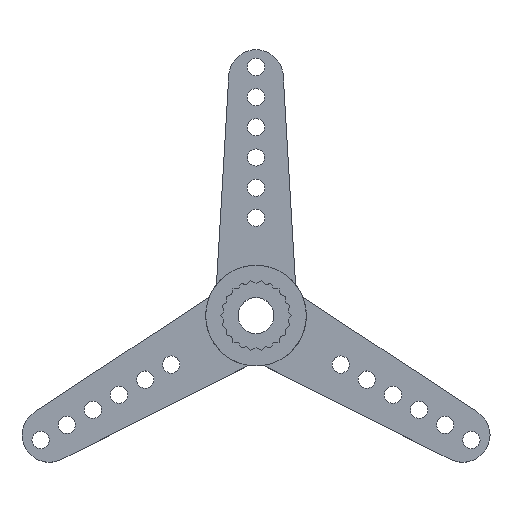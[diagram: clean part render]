
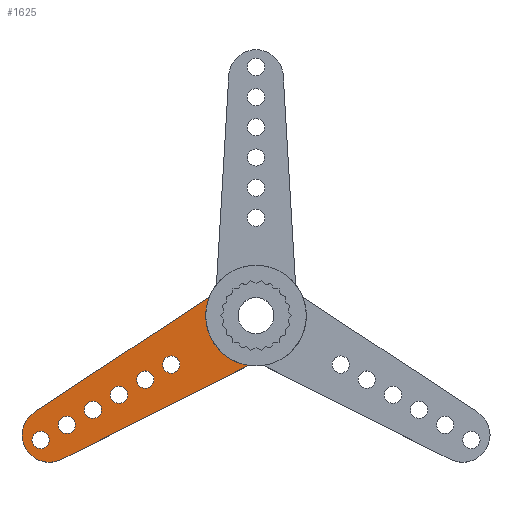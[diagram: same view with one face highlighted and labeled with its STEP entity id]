
A CAD part, top view. The second image highlights one B-rep face of the part: STEP entity #1625.
In plain terms, the highlighted planar face has unit normal (0, 0, 1).
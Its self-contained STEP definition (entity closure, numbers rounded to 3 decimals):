
#40=FACE_BOUND('',#266,.T.);
#41=FACE_BOUND('',#267,.T.);
#42=FACE_BOUND('',#268,.T.);
#43=FACE_BOUND('',#269,.T.);
#44=FACE_BOUND('',#270,.T.);
#45=FACE_BOUND('',#271,.T.);
#79=CIRCLE('',#1712,0.6);
#81=CIRCLE('',#1715,0.6);
#83=CIRCLE('',#1718,0.6);
#85=CIRCLE('',#1721,0.6);
#87=CIRCLE('',#1724,0.6);
#89=CIRCLE('',#1727,0.6);
#92=CIRCLE('',#1733,1.9);
#93=CIRCLE('',#1735,3.5);
#94=CIRCLE('',#1736,3.5);
#184=FACE_OUTER_BOUND('',#265,.T.);
#265=EDGE_LOOP('',(#1360,#1361,#1362,#1363,#1364));
#266=EDGE_LOOP('',(#1365));
#267=EDGE_LOOP('',(#1366));
#268=EDGE_LOOP('',(#1367));
#269=EDGE_LOOP('',(#1368));
#270=EDGE_LOOP('',(#1369));
#271=EDGE_LOOP('',(#1370));
#466=LINE('',#2548,#642);
#470=LINE('',#2557,#646);
#642=VECTOR('',#2070,10.);
#646=VECTOR('',#2076,10.);
#768=VERTEX_POINT('',#2506);
#770=VERTEX_POINT('',#2512);
#772=VERTEX_POINT('',#2518);
#774=VERTEX_POINT('',#2524);
#776=VERTEX_POINT('',#2530);
#778=VERTEX_POINT('',#2536);
#782=VERTEX_POINT('',#2545);
#783=VERTEX_POINT('',#2547);
#786=VERTEX_POINT('',#2554);
#787=VERTEX_POINT('',#2556);
#788=VERTEX_POINT('',#2563);
#964=EDGE_CURVE('',#768,#768,#79,.T.);
#967=EDGE_CURVE('',#770,#770,#81,.T.);
#970=EDGE_CURVE('',#772,#772,#83,.T.);
#973=EDGE_CURVE('',#774,#774,#85,.T.);
#976=EDGE_CURVE('',#776,#776,#87,.T.);
#979=EDGE_CURVE('',#778,#778,#89,.T.);
#984=EDGE_CURVE('',#783,#782,#466,.T.);
#988=EDGE_CURVE('',#787,#786,#470,.T.);
#991=EDGE_CURVE('',#782,#787,#92,.T.);
#992=EDGE_CURVE('',#786,#788,#93,.T.);
#993=EDGE_CURVE('',#788,#783,#94,.T.);
#1360=ORIENTED_EDGE('',*,*,#991,.T.);
#1361=ORIENTED_EDGE('',*,*,#988,.T.);
#1362=ORIENTED_EDGE('',*,*,#992,.T.);
#1363=ORIENTED_EDGE('',*,*,#993,.T.);
#1364=ORIENTED_EDGE('',*,*,#984,.T.);
#1365=ORIENTED_EDGE('',*,*,#979,.T.);
#1366=ORIENTED_EDGE('',*,*,#976,.T.);
#1367=ORIENTED_EDGE('',*,*,#973,.T.);
#1368=ORIENTED_EDGE('',*,*,#970,.T.);
#1369=ORIENTED_EDGE('',*,*,#967,.T.);
#1370=ORIENTED_EDGE('',*,*,#964,.T.);
#1562=PLANE('',#1734);
#1625=ADVANCED_FACE('',(#184,#40,#41,#42,#43,#44,#45),#1562,.T.);
#1712=AXIS2_PLACEMENT_3D('',#2507,#2026,#2027);
#1715=AXIS2_PLACEMENT_3D('',#2513,#2033,#2034);
#1718=AXIS2_PLACEMENT_3D('',#2519,#2040,#2041);
#1721=AXIS2_PLACEMENT_3D('',#2525,#2047,#2048);
#1724=AXIS2_PLACEMENT_3D('',#2531,#2054,#2055);
#1727=AXIS2_PLACEMENT_3D('',#2537,#2061,#2062);
#1733=AXIS2_PLACEMENT_3D('',#2561,#2082,#2083);
#1734=AXIS2_PLACEMENT_3D('',#2562,#2084,#2085);
#1735=AXIS2_PLACEMENT_3D('',#2564,#2086,#2087);
#1736=AXIS2_PLACEMENT_3D('',#2565,#2088,#2089);
#2026=DIRECTION('center_axis',(0.,0.,-1.));
#2027=DIRECTION('ref_axis',(1.,0.,0.));
#2033=DIRECTION('center_axis',(0.,0.,-1.));
#2034=DIRECTION('ref_axis',(1.,0.,0.));
#2040=DIRECTION('center_axis',(0.,0.,-1.));
#2041=DIRECTION('ref_axis',(1.,0.,0.));
#2047=DIRECTION('center_axis',(0.,0.,-1.));
#2048=DIRECTION('ref_axis',(1.,0.,0.));
#2054=DIRECTION('center_axis',(0.,0.,-1.));
#2055=DIRECTION('ref_axis',(1.,0.,0.));
#2061=DIRECTION('center_axis',(0.,0.,-1.));
#2062=DIRECTION('ref_axis',(1.,0.,0.));
#2070=DIRECTION('',(-0.835,-0.55,0.));
#2076=DIRECTION('',(0.894,0.448,0.));
#2082=DIRECTION('center_axis',(0.,0.,1.));
#2083=DIRECTION('ref_axis',(-0.5,0.866,0.));
#2084=DIRECTION('center_axis',(0.,0.,1.));
#2085=DIRECTION('ref_axis',(1.,0.,0.));
#2086=DIRECTION('center_axis',(0.,0.,-1.));
#2087=DIRECTION('ref_axis',(1.,0.,0.));
#2088=DIRECTION('center_axis',(0.,0.,-1.));
#2089=DIRECTION('ref_axis',(1.,0.,0.));
#2506=CARTESIAN_POINT('',(-15.582,-8.65,1.5));
#2507=CARTESIAN_POINT('Origin',(-14.982,-8.65,1.5));
#2512=CARTESIAN_POINT('',(-11.945,-6.55,1.5));
#2513=CARTESIAN_POINT('Origin',(-11.345,-6.55,1.5));
#2518=CARTESIAN_POINT('',(-8.308,-4.45,1.5));
#2519=CARTESIAN_POINT('Origin',(-7.708,-4.45,1.5));
#2524=CARTESIAN_POINT('',(-6.489,-3.4,1.5));
#2525=CARTESIAN_POINT('Origin',(-5.889,-3.4,1.5));
#2530=CARTESIAN_POINT('',(-10.126,-5.5,1.5));
#2531=CARTESIAN_POINT('Origin',(-9.526,-5.5,1.5));
#2536=CARTESIAN_POINT('',(-13.764,-7.6,1.5));
#2537=CARTESIAN_POINT('Origin',(-13.164,-7.6,1.5));
#2545=CARTESIAN_POINT('',(-15.326,-6.655,1.5));
#2547=CARTESIAN_POINT('',(-3.25,1.299,1.5));
#2548=CARTESIAN_POINT('',(-15.326,-6.655,1.5));
#2554=CARTESIAN_POINT('',(-0.5,-3.464,1.5));
#2556=CARTESIAN_POINT('',(-13.426,-9.945,1.5));
#2557=CARTESIAN_POINT('',(-13.426,-9.945,1.5));
#2561=CARTESIAN_POINT('Origin',(-14.376,-8.3,1.5));
#2562=CARTESIAN_POINT('Origin',(-8.388,-4.45,1.5));
#2563=CARTESIAN_POINT('',(-3.5,0.,1.5));
#2564=CARTESIAN_POINT('Origin',(0.,0.,1.5));
#2565=CARTESIAN_POINT('Origin',(0.,0.,1.5));
